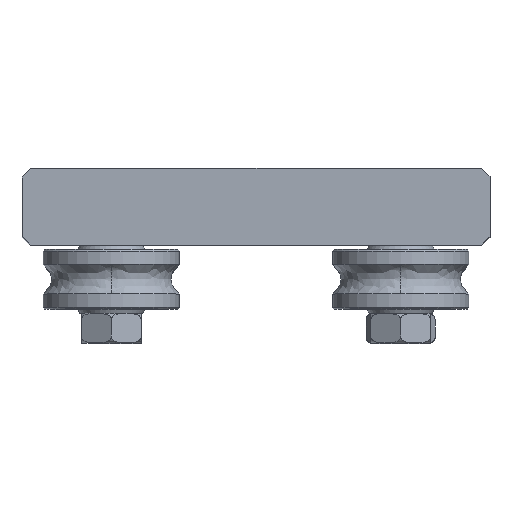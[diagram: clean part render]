
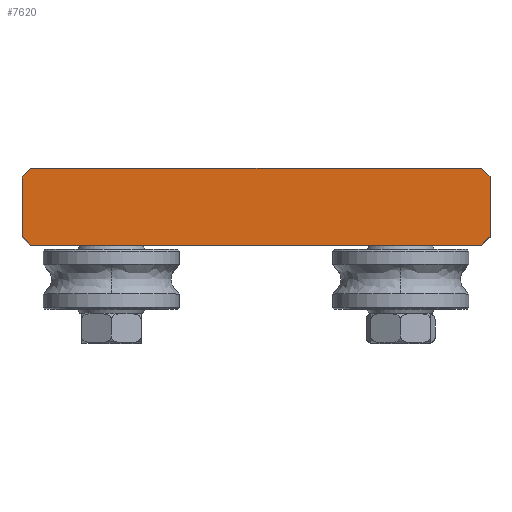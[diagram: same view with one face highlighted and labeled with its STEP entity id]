
A CAD part, top view. The second image highlights one B-rep face of the part: STEP entity #7620.
In plain terms, the highlighted planar face has unit normal (0, 0, 1).
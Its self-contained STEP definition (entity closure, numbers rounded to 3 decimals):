
#163 = EDGE_CURVE ( 'NONE', #2106, #25127, #12400, .T. ) ;
#413 = EDGE_CURVE ( 'NONE', #2106, #25813, #30112, .T. ) ;
#469 = DIRECTION ( 'NONE',  ( 1., 0., 0. ) ) ;
#1631 = DIRECTION ( 'NONE',  ( -1., 0., 0. ) ) ;
#1751 = EDGE_CURVE ( 'NONE', #39133, #27408, #3173, .T. ) ;
#2106 = VERTEX_POINT ( 'NONE', #8633 ) ;
#3173 = LINE ( 'NONE', #16146, #18904 ) ;
#3658 = CARTESIAN_POINT ( 'NONE',  ( -38.636, 26.556, 25. ) ) ;
#3951 = EDGE_CURVE ( 'NONE', #39133, #23832, #6865, .T. ) ;
#3990 = VERTEX_POINT ( 'NONE', #21224 ) ;
#4286 = CARTESIAN_POINT ( 'NONE',  ( -38.636, 18.556, 25. ) ) ;
#5937 = ORIENTED_EDGE ( 'NONE', *, *, #20796, .T. ) ;
#6014 = ORIENTED_EDGE ( 'NONE', *, *, #163, .T. ) ;
#6865 = LINE ( 'NONE', #36630, #15228 ) ;
#7113 = LINE ( 'NONE', #14261, #31210 ) ;
#7620 = ADVANCED_FACE ( 'NONE', ( #39950 ), #23365, .F. ) ;
#8524 = ORIENTED_EDGE ( 'NONE', *, *, #33996, .T. ) ;
#8633 = CARTESIAN_POINT ( 'NONE',  ( 15.364, 18.556, 25. ) ) ;
#10756 = VECTOR ( 'NONE', #28875, 1000. ) ;
#12137 = CARTESIAN_POINT ( 'NONE',  ( -38.636, 19.556, 25. ) ) ;
#12400 = LINE ( 'NONE', #19320, #36554 ) ;
#13368 = VECTOR ( 'NONE', #32632, 1000. ) ;
#13434 = ORIENTED_EDGE ( 'NONE', *, *, #26576, .T. ) ;
#13660 = EDGE_CURVE ( 'NONE', #3990, #25813, #25066, .T. ) ;
#14214 = VERTEX_POINT ( 'NONE', #15015 ) ;
#14261 = CARTESIAN_POINT ( 'NONE',  ( 14.864, 28.056, 25. ) ) ;
#14391 = AXIS2_PLACEMENT_3D ( 'NONE', #39301, #20461, #1631 ) ;
#14603 = DIRECTION ( 'NONE',  ( -0.707, -0.707, 0. ) ) ;
#14620 = ORIENTED_EDGE ( 'NONE', *, *, #13660, .T. ) ;
#15015 = CARTESIAN_POINT ( 'NONE',  ( 16.364, 26.556, 25. ) ) ;
#15228 = VECTOR ( 'NONE', #14603, 1000. ) ;
#16146 = CARTESIAN_POINT ( 'NONE',  ( -38.636, 27.556, 25. ) ) ;
#18904 = VECTOR ( 'NONE', #469, 1000. ) ;
#19320 = CARTESIAN_POINT ( 'NONE',  ( 14.864, 18.056, 25. ) ) ;
#20461 = DIRECTION ( 'NONE',  ( 0., 0., -1. ) ) ;
#20796 = EDGE_CURVE ( 'NONE', #23832, #3990, #24317, .T. ) ;
#21224 = CARTESIAN_POINT ( 'NONE',  ( -38.636, 19.556, 25. ) ) ;
#22162 = ORIENTED_EDGE ( 'NONE', *, *, #1751, .F. ) ;
#22513 = DIRECTION ( 'NONE',  ( 0.707, 0.707, 0. ) ) ;
#23365 = PLANE ( 'NONE',  #14391 ) ;
#23695 = CARTESIAN_POINT ( 'NONE',  ( -38.636, 26.556, 25. ) ) ;
#23832 = VERTEX_POINT ( 'NONE', #23695 ) ;
#24317 = LINE ( 'NONE', #3658, #40057 ) ;
#25066 = LINE ( 'NONE', #12137, #40797 ) ;
#25127 = VERTEX_POINT ( 'NONE', #29720 ) ;
#25752 = CARTESIAN_POINT ( 'NONE',  ( 16.364, 23.056, 25. ) ) ;
#25813 = VERTEX_POINT ( 'NONE', #32693 ) ;
#26576 = EDGE_CURVE ( 'NONE', #25127, #14214, #35892, .T. ) ;
#27329 = CARTESIAN_POINT ( 'NONE',  ( 15.364, 27.556, 25. ) ) ;
#27408 = VERTEX_POINT ( 'NONE', #27329 ) ;
#28875 = DIRECTION ( 'NONE',  ( 0., 1., 0. ) ) ;
#29720 = CARTESIAN_POINT ( 'NONE',  ( 16.364, 19.556, 25. ) ) ;
#30112 = LINE ( 'NONE', #4286, #13368 ) ;
#31210 = VECTOR ( 'NONE', #36297, 1000. ) ;
#31991 = DIRECTION ( 'NONE',  ( 0., -1., 0. ) ) ;
#32632 = DIRECTION ( 'NONE',  ( -1., 0., 0. ) ) ;
#32693 = CARTESIAN_POINT ( 'NONE',  ( -37.636, 18.556, 25. ) ) ;
#33682 = ORIENTED_EDGE ( 'NONE', *, *, #413, .F. ) ;
#33996 = EDGE_CURVE ( 'NONE', #14214, #27408, #7113, .T. ) ;
#34019 = DIRECTION ( 'NONE',  ( 0.707, -0.707, 0. ) ) ;
#35892 = LINE ( 'NONE', #25752, #10756 ) ;
#36297 = DIRECTION ( 'NONE',  ( -0.707, 0.707, 0. ) ) ;
#36554 = VECTOR ( 'NONE', #22513, 1000. ) ;
#36630 = CARTESIAN_POINT ( 'NONE',  ( -38.636, 26.556, 25. ) ) ;
#37176 = CARTESIAN_POINT ( 'NONE',  ( -37.636, 27.556, 25. ) ) ;
#39133 = VERTEX_POINT ( 'NONE', #37176 ) ;
#39301 = CARTESIAN_POINT ( 'NONE',  ( -11.136, 23.056, 25. ) ) ;
#39375 = ORIENTED_EDGE ( 'NONE', *, *, #3951, .T. ) ;
#39685 = EDGE_LOOP ( 'NONE', ( #14620, #33682, #6014, #13434, #8524, #22162, #39375, #5937 ) ) ;
#39950 = FACE_OUTER_BOUND ( 'NONE', #39685, .T. ) ;
#40057 = VECTOR ( 'NONE', #31991, 1000. ) ;
#40797 = VECTOR ( 'NONE', #34019, 1000. ) ;
